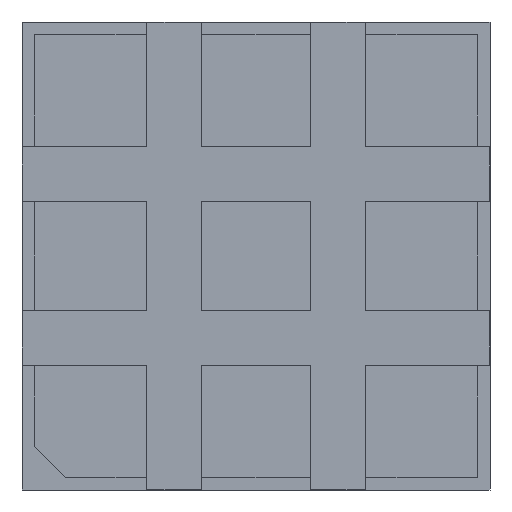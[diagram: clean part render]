
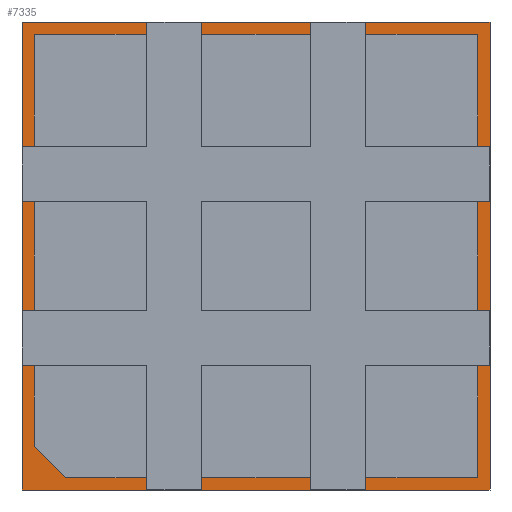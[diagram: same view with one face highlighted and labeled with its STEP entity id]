
A CAD part, front view. The second image highlights one B-rep face of the part: STEP entity #7335.
In plain terms, the highlighted planar face has unit normal (0, -1, 0).
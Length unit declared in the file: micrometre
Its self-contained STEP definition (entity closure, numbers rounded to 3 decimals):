
#336 = EDGE_CURVE ( 'NONE', #469, #7268, #5517, .T. ) ;
#349 = LINE ( 'NONE', #2312, #7936 ) ;
#469 = VERTEX_POINT ( 'NONE', #3599 ) ;
#1063 = FACE_OUTER_BOUND ( 'NONE', #3355, .T. ) ;
#1099 = CARTESIAN_POINT ( 'NONE',  ( -1500., 0., 1500. ) ) ;
#1343 = LINE ( 'NONE', #5565, #8643 ) ;
#2312 = CARTESIAN_POINT ( 'NONE',  ( -1500., 0., -1500. ) ) ;
#2629 = CARTESIAN_POINT ( 'NONE',  ( -1500., 0., 1500. ) ) ;
#2730 = CARTESIAN_POINT ( 'NONE',  ( -1500., 0., -1500. ) ) ;
#2813 = VECTOR ( 'NONE', #6832, 1000000. ) ;
#3115 = ORIENTED_EDGE ( 'NONE', *, *, #8924, .F. ) ;
#3181 = EDGE_CURVE ( 'NONE', #7268, #5460, #349, .T. ) ;
#3329 = CARTESIAN_POINT ( 'NONE',  ( 1500., 0., -1500. ) ) ;
#3355 = EDGE_LOOP ( 'NONE', ( #5387, #3115, #6199, #4997 ) ) ;
#3410 = VERTEX_POINT ( 'NONE', #2629 ) ;
#3599 = CARTESIAN_POINT ( 'NONE',  ( 1500., 0., 1500. ) ) ;
#4021 = DIRECTION ( 'NONE',  ( 0., 0., 1. ) ) ;
#4997 = ORIENTED_EDGE ( 'NONE', *, *, #3181, .F. ) ;
#5170 = AXIS2_PLACEMENT_3D ( 'NONE', #7402, #5280, #8086 ) ;
#5280 = DIRECTION ( 'NONE',  ( 0., -1., 0. ) ) ;
#5387 = ORIENTED_EDGE ( 'NONE', *, *, #336, .F. ) ;
#5460 = VERTEX_POINT ( 'NONE', #2730 ) ;
#5517 = LINE ( 'NONE', #6785, #2813 ) ;
#5565 = CARTESIAN_POINT ( 'NONE',  ( -1500., 0., 1500. ) ) ;
#6001 = DIRECTION ( 'NONE',  ( 1., 0., 0. ) ) ;
#6068 = VECTOR ( 'NONE', #6001, 1000000. ) ;
#6199 = ORIENTED_EDGE ( 'NONE', *, *, #8612, .F. ) ;
#6528 = DIRECTION ( 'NONE',  ( -1., 0., 0. ) ) ;
#6785 = CARTESIAN_POINT ( 'NONE',  ( 1500., 0., 1500. ) ) ;
#6832 = DIRECTION ( 'NONE',  ( 0., 0., -1. ) ) ;
#7219 = LINE ( 'NONE', #1099, #6068 ) ;
#7268 = VERTEX_POINT ( 'NONE', #3329 ) ;
#7335 = ADVANCED_FACE ( 'NONE', ( #1063 ), #8131, .T. ) ;
#7402 = CARTESIAN_POINT ( 'NONE',  ( 0., 0., 0. ) ) ;
#7936 = VECTOR ( 'NONE', #6528, 1000000. ) ;
#8086 = DIRECTION ( 'NONE',  ( 0., 0., -1. ) ) ;
#8131 = PLANE ( 'NONE',  #5170 ) ;
#8612 = EDGE_CURVE ( 'NONE', #5460, #3410, #1343, .T. ) ;
#8643 = VECTOR ( 'NONE', #4021, 1000000. ) ;
#8924 = EDGE_CURVE ( 'NONE', #3410, #469, #7219, .T. ) ;
